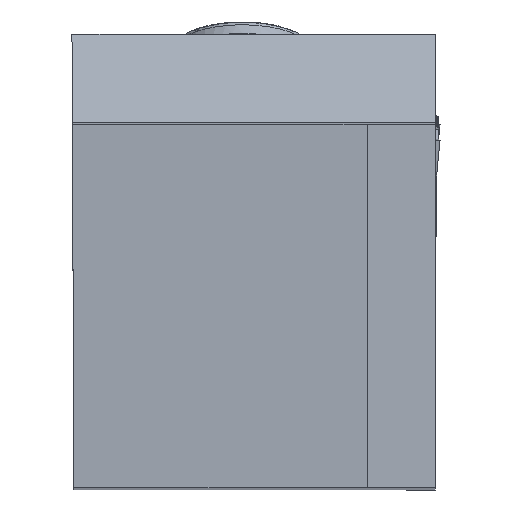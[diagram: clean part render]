
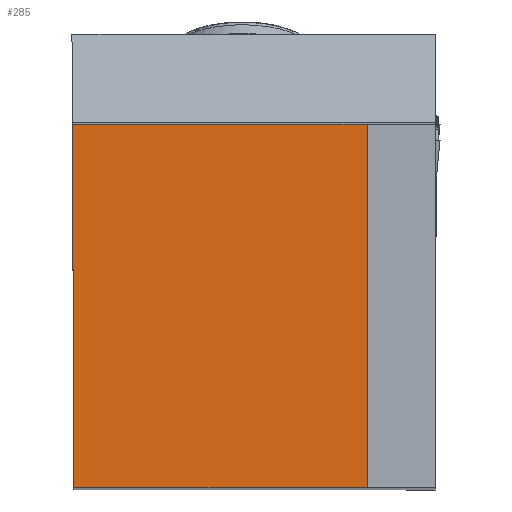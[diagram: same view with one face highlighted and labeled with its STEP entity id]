
A CAD part, top view. The second image highlights one B-rep face of the part: STEP entity #285.
In plain terms, the highlighted planar face has unit normal (0, 0, 1).
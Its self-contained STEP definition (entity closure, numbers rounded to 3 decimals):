
#285=ADVANCED_FACE('BLANK_BOXF006',(#441),#390,.T.);
#390=PLANE('',#2214);
#441=FACE_OUTER_BOUND('',#547,.T.);
#547=EDGE_LOOP('',(#790,#791,#792,#793));
#790=ORIENTED_EDGE('',*,*,#1549,.T.);
#791=ORIENTED_EDGE('',*,*,#1530,.T.);
#792=ORIENTED_EDGE('',*,*,#1522,.F.);
#793=ORIENTED_EDGE('',*,*,#1550,.F.);
#1325=VERTEX_POINT('',#2967);
#1326=VERTEX_POINT('',#2968);
#1331=VERTEX_POINT('',#2987);
#1340=VERTEX_POINT('',#3052);
#1522=EDGE_CURVE('',#1325,#1326,#1808,.T.);
#1530=EDGE_CURVE('',#1331,#1326,#1815,.T.);
#1549=EDGE_CURVE('',#1340,#1331,#1826,.T.);
#1550=EDGE_CURVE('',#1340,#1325,#1827,.T.);
#1808=LINE('',#2966,#1970);
#1815=LINE('',#2986,#1977);
#1826=LINE('',#3051,#1988);
#1827=LINE('',#3053,#1989);
#1970=VECTOR('',#2416,1.);
#1977=VECTOR('',#2425,1.);
#1988=VECTOR('',#2458,1.);
#1989=VECTOR('',#2459,1.);
#2214=AXIS2_PLACEMENT_3D('',#3054,#2460,#2461);
#2416=DIRECTION('',(-1.,0.,0.));
#2425=DIRECTION('',(0.004,-1.,0.));
#2458=DIRECTION('',(-1.,0.,0.));
#2459=DIRECTION('',(0.,-1.,0.));
#2460=DIRECTION('',(0.,0.,1.));
#2461=DIRECTION('',(-1.,0.,0.));
#2966=CARTESIAN_POINT('',(-22.,0.,0.));
#2967=CARTESIAN_POINT('',(12.826,0.,0.));
#2968=CARTESIAN_POINT('',(0.069,0.,0.));
#2986=CARTESIAN_POINT('',(-0.022,20.896,0.));
#2987=CARTESIAN_POINT('',(0.,15.8,0.));
#3051=CARTESIAN_POINT('',(-22.,15.8,0.));
#3052=CARTESIAN_POINT('',(12.826,15.8,0.));
#3053=CARTESIAN_POINT('',(12.826,0.,0.));
#3054=CARTESIAN_POINT('',(-22.,20.8,0.));
